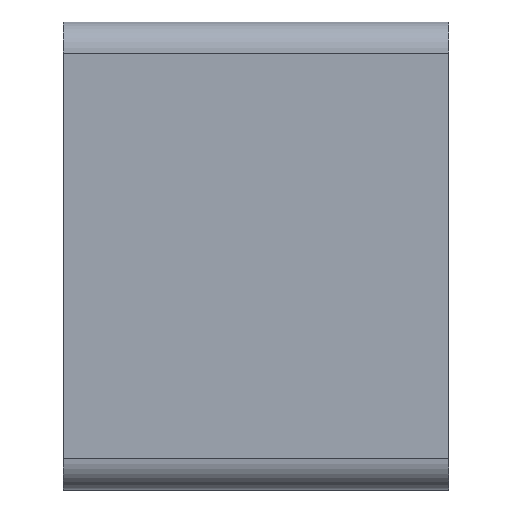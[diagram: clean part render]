
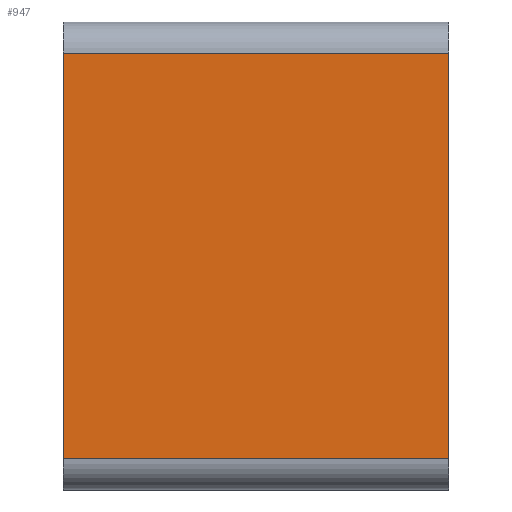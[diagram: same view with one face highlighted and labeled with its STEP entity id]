
A CAD part, top view. The second image highlights one B-rep face of the part: STEP entity #947.
In plain terms, the highlighted planar face has unit normal (0, 0, 1).
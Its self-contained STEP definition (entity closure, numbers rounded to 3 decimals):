
#18 = VERTEX_POINT ( 'NONE', #775 ) ;
#58 = EDGE_LOOP ( 'NONE', ( #896, #854, #129, #763 ) ) ;
#77 = DIRECTION ( 'NONE',  ( 0., 0., -1. ) ) ;
#84 = CARTESIAN_POINT ( 'NONE',  ( -49.5, 4., 35. ) ) ;
#129 = ORIENTED_EDGE ( 'NONE', *, *, #572, .F. ) ;
#136 = LINE ( 'NONE', #1126, #699 ) ;
#164 = CARTESIAN_POINT ( 'NONE',  ( -49.5, 0., 35. ) ) ;
#214 = VECTOR ( 'NONE', #955, 1000. ) ;
#239 = VERTEX_POINT ( 'NONE', #1152 ) ;
#264 = CARTESIAN_POINT ( 'NONE',  ( -49.5, 4., 35. ) ) ;
#315 = LINE ( 'NONE', #850, #214 ) ;
#324 = VECTOR ( 'NONE', #823, 1000. ) ;
#409 = PLANE ( 'NONE',  #496 ) ;
#425 = LINE ( 'NONE', #785, #954 ) ;
#453 = EDGE_CURVE ( 'NONE', #18, #547, #315, .T. ) ;
#496 = AXIS2_PLACEMENT_3D ( 'NONE', #164, #77, #849 ) ;
#547 = VERTEX_POINT ( 'NONE', #1052 ) ;
#572 = EDGE_CURVE ( 'NONE', #1117, #239, #425, .T. ) ;
#609 = FACE_OUTER_BOUND ( 'NONE', #58, .T. ) ;
#670 = DIRECTION ( 'NONE',  ( 1., 0., 0. ) ) ;
#699 = VECTOR ( 'NONE', #670, 1000. ) ;
#763 = ORIENTED_EDGE ( 'NONE', *, *, #1060, .T. ) ;
#775 = CARTESIAN_POINT ( 'NONE',  ( 0., 4., 35. ) ) ;
#785 = CARTESIAN_POINT ( 'NONE',  ( -49.5, 0., 35. ) ) ;
#823 = DIRECTION ( 'NONE',  ( 1., 0., 0. ) ) ;
#849 = DIRECTION ( 'NONE',  ( -1., 0., 0. ) ) ;
#850 = CARTESIAN_POINT ( 'NONE',  ( 0., 0., 35. ) ) ;
#854 = ORIENTED_EDGE ( 'NONE', *, *, #975, .F. ) ;
#896 = ORIENTED_EDGE ( 'NONE', *, *, #453, .T. ) ;
#947 = ADVANCED_FACE ( 'NONE', ( #609 ), #409, .F. ) ;
#954 = VECTOR ( 'NONE', #1147, 1000. ) ;
#955 = DIRECTION ( 'NONE',  ( 0., 1., 0. ) ) ;
#975 = EDGE_CURVE ( 'NONE', #239, #547, #136, .T. ) ;
#1052 = CARTESIAN_POINT ( 'NONE',  ( 0., 56., 35. ) ) ;
#1060 = EDGE_CURVE ( 'NONE', #1117, #18, #1167, .T. ) ;
#1117 = VERTEX_POINT ( 'NONE', #84 ) ;
#1126 = CARTESIAN_POINT ( 'NONE',  ( -49.5, 56., 35. ) ) ;
#1147 = DIRECTION ( 'NONE',  ( 0., 1., 0. ) ) ;
#1152 = CARTESIAN_POINT ( 'NONE',  ( -49.5, 56., 35. ) ) ;
#1167 = LINE ( 'NONE', #264, #324 ) ;
